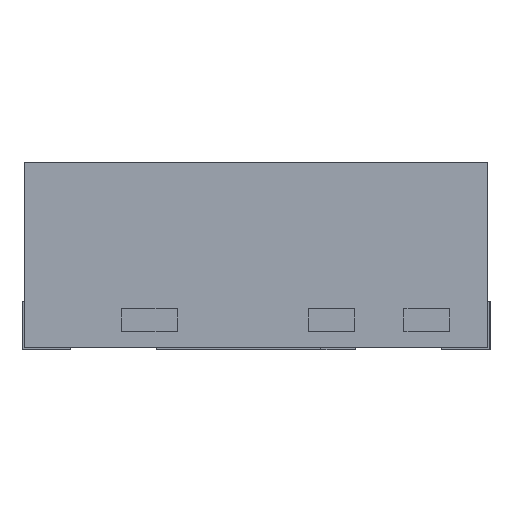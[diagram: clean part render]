
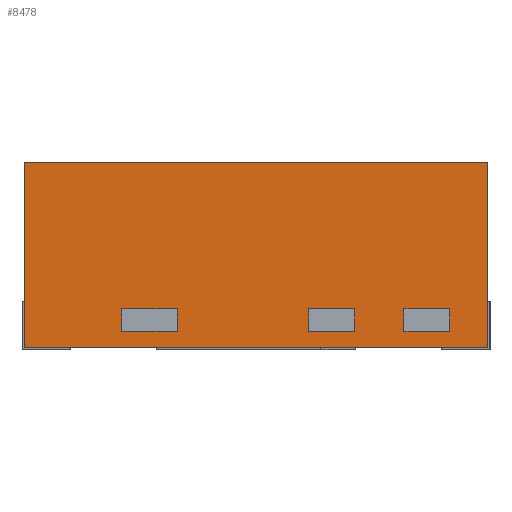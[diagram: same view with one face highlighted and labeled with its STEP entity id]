
A CAD part, left-side view. The second image highlights one B-rep face of the part: STEP entity #8478.
In plain terms, the highlighted planar face has unit normal (-1, 0, 0).
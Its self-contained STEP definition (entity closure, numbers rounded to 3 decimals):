
#96 = VECTOR ( 'NONE', #15026, 1000. ) ;
#184 = DIRECTION ( 'NONE',  ( 0., -1., 0. ) ) ;
#333 = VERTEX_POINT ( 'NONE', #1006 ) ;
#426 = EDGE_CURVE ( 'NONE', #17923, #6926, #4990, .T. ) ;
#615 = VECTOR ( 'NONE', #1891, 1000. ) ;
#896 = DIRECTION ( 'NONE',  ( 0., 0., -1. ) ) ;
#995 = VERTEX_POINT ( 'NONE', #7934 ) ;
#999 = LINE ( 'NONE', #3752, #16785 ) ;
#1006 = CARTESIAN_POINT ( 'NONE',  ( -1., 1., 0.8 ) ) ;
#1119 = DIRECTION ( 'NONE',  ( 0., -1., 0. ) ) ;
#1132 = VECTOR ( 'NONE', #16701, 1000. ) ;
#1146 = CARTESIAN_POINT ( 'NONE',  ( -1., -0.639, 0.167 ) ) ;
#1172 = DIRECTION ( 'NONE',  ( 0., 0., 1. ) ) ;
#1185 = CARTESIAN_POINT ( 'NONE',  ( -1., -0.427, 0.167 ) ) ;
#1299 = CARTESIAN_POINT ( 'NONE',  ( -1., 0.58, 0.167 ) ) ;
#1405 = EDGE_LOOP ( 'NONE', ( #5188, #8915, #8754, #17603 ) ) ;
#1456 = CARTESIAN_POINT ( 'NONE',  ( -1., 0.34, 0.167 ) ) ;
#1504 = ORIENTED_EDGE ( 'NONE', *, *, #9693, .F. ) ;
#1543 = LINE ( 'NONE', #10005, #16744 ) ;
#1844 = DIRECTION ( 'NONE',  ( 1., 0., 0. ) ) ;
#1891 = DIRECTION ( 'NONE',  ( 0., -1., 0. ) ) ;
#2094 = ORIENTED_EDGE ( 'NONE', *, *, #18217, .F. ) ;
#2288 = EDGE_LOOP ( 'NONE', ( #11269, #5482, #1504, #3225 ) ) ;
#2490 = VERTEX_POINT ( 'NONE', #6723 ) ;
#2554 = ORIENTED_EDGE ( 'NONE', *, *, #14473, .F. ) ;
#2806 = DIRECTION ( 'NONE',  ( 0., -1., 0. ) ) ;
#3022 = LINE ( 'NONE', #7082, #12702 ) ;
#3225 = ORIENTED_EDGE ( 'NONE', *, *, #9373, .T. ) ;
#3616 = AXIS2_PLACEMENT_3D ( 'NONE', #4324, #1844, #13091 ) ;
#3661 = EDGE_CURVE ( 'NONE', #9661, #17923, #9050, .T. ) ;
#3752 = CARTESIAN_POINT ( 'NONE',  ( -1., -1., 0.8 ) ) ;
#3994 = VECTOR ( 'NONE', #1172, 1000. ) ;
#4324 = CARTESIAN_POINT ( 'NONE',  ( -1., 1., 0.8 ) ) ;
#4363 = LINE ( 'NONE', #17047, #1132 ) ;
#4428 = LINE ( 'NONE', #11523, #16664 ) ;
#4591 = ORIENTED_EDGE ( 'NONE', *, *, #13351, .F. ) ;
#4678 = ORIENTED_EDGE ( 'NONE', *, *, #15771, .F. ) ;
#4777 = VECTOR ( 'NONE', #2806, 1000. ) ;
#4846 = ORIENTED_EDGE ( 'NONE', *, *, #7248, .F. ) ;
#4990 = LINE ( 'NONE', #10619, #17172 ) ;
#5188 = ORIENTED_EDGE ( 'NONE', *, *, #3661, .F. ) ;
#5200 = VECTOR ( 'NONE', #17742, 1000. ) ;
#5240 = DIRECTION ( 'NONE',  ( 0., 0., -1. ) ) ;
#5345 = VECTOR ( 'NONE', #6826, 1000. ) ;
#5391 = EDGE_CURVE ( 'NONE', #6317, #15124, #999, .T. ) ;
#5482 = ORIENTED_EDGE ( 'NONE', *, *, #5391, .F. ) ;
#5978 = FACE_BOUND ( 'NONE', #1405, .T. ) ;
#6303 = CARTESIAN_POINT ( 'NONE',  ( -1., -0.837, 0.167 ) ) ;
#6317 = VERTEX_POINT ( 'NONE', #7560 ) ;
#6723 = CARTESIAN_POINT ( 'NONE',  ( -1., -0.427, 0.071 ) ) ;
#6725 = EDGE_CURVE ( 'NONE', #9055, #9661, #11306, .T. ) ;
#6826 = DIRECTION ( 'NONE',  ( 0., 1., 0. ) ) ;
#6847 = LINE ( 'NONE', #7034, #4777 ) ;
#6926 = VERTEX_POINT ( 'NONE', #9427 ) ;
#7034 = CARTESIAN_POINT ( 'NONE',  ( -1., -0.227, 0.071 ) ) ;
#7082 = CARTESIAN_POINT ( 'NONE',  ( -1., 1., 0.8 ) ) ;
#7248 = EDGE_CURVE ( 'NONE', #11308, #7600, #9502, .T. ) ;
#7560 = CARTESIAN_POINT ( 'NONE',  ( -1., -1., 0.8 ) ) ;
#7600 = VERTEX_POINT ( 'NONE', #12628 ) ;
#7706 = ORIENTED_EDGE ( 'NONE', *, *, #7974, .F. ) ;
#7934 = CARTESIAN_POINT ( 'NONE',  ( -1., 1., 0. ) ) ;
#7974 = EDGE_CURVE ( 'NONE', #14106, #2490, #6847, .T. ) ;
#7989 = VERTEX_POINT ( 'NONE', #12487 ) ;
#8076 = EDGE_LOOP ( 'NONE', ( #2094, #4591, #7706, #13763 ) ) ;
#8267 = CARTESIAN_POINT ( 'NONE',  ( -1., 0.58, 0.167 ) ) ;
#8478 = ADVANCED_FACE ( 'NONE', ( #10221, #17099, #16842, #5978 ), #15464, .F. ) ;
#8754 = ORIENTED_EDGE ( 'NONE', *, *, #14353, .F. ) ;
#8785 = EDGE_LOOP ( 'NONE', ( #4846, #2554, #10220, #4678 ) ) ;
#8803 = CARTESIAN_POINT ( 'NONE',  ( -1., -0.639, 0.071 ) ) ;
#8915 = ORIENTED_EDGE ( 'NONE', *, *, #6725, .F. ) ;
#9050 = LINE ( 'NONE', #13295, #96 ) ;
#9055 = VERTEX_POINT ( 'NONE', #16104 ) ;
#9063 = VECTOR ( 'NONE', #10665, 1000. ) ;
#9373 = EDGE_CURVE ( 'NONE', #333, #995, #3022, .T. ) ;
#9427 = CARTESIAN_POINT ( 'NONE',  ( -1., -0.639, 0.071 ) ) ;
#9492 = CARTESIAN_POINT ( 'NONE',  ( -1., 0.58, 0.071 ) ) ;
#9502 = LINE ( 'NONE', #1299, #5345 ) ;
#9661 = VERTEX_POINT ( 'NONE', #6303 ) ;
#9693 = EDGE_CURVE ( 'NONE', #333, #6317, #13234, .T. ) ;
#10005 = CARTESIAN_POINT ( 'NONE',  ( -1., -0.227, 0.167 ) ) ;
#10220 = ORIENTED_EDGE ( 'NONE', *, *, #17347, .F. ) ;
#10221 = FACE_BOUND ( 'NONE', #8076, .T. ) ;
#10619 = CARTESIAN_POINT ( 'NONE',  ( -1., -0.639, 0.167 ) ) ;
#10665 = DIRECTION ( 'NONE',  ( 0., 0., 1. ) ) ;
#10682 = LINE ( 'NONE', #1185, #5200 ) ;
#10849 = CARTESIAN_POINT ( 'NONE',  ( -1., 0.34, 0.167 ) ) ;
#11050 = LINE ( 'NONE', #8267, #12912 ) ;
#11175 = VECTOR ( 'NONE', #1119, 1000. ) ;
#11269 = ORIENTED_EDGE ( 'NONE', *, *, #14091, .T. ) ;
#11294 = CARTESIAN_POINT ( 'NONE',  ( -1., 0.58, 0.071 ) ) ;
#11306 = LINE ( 'NONE', #12416, #3994 ) ;
#11308 = VERTEX_POINT ( 'NONE', #1456 ) ;
#11523 = CARTESIAN_POINT ( 'NONE',  ( -1., 1., 0. ) ) ;
#11943 = LINE ( 'NONE', #8803, #12311 ) ;
#12311 = VECTOR ( 'NONE', #17257, 1000. ) ;
#12416 = CARTESIAN_POINT ( 'NONE',  ( -1., -0.837, 0.167 ) ) ;
#12487 = CARTESIAN_POINT ( 'NONE',  ( -1., -0.427, 0.167 ) ) ;
#12628 = CARTESIAN_POINT ( 'NONE',  ( -1., 0.58, 0.167 ) ) ;
#12702 = VECTOR ( 'NONE', #12898, 1000. ) ;
#12791 = VERTEX_POINT ( 'NONE', #13460 ) ;
#12898 = DIRECTION ( 'NONE',  ( 0., 0., -1. ) ) ;
#12912 = VECTOR ( 'NONE', #896, 1000. ) ;
#13054 = DIRECTION ( 'NONE',  ( 0., 1., 0. ) ) ;
#13091 = DIRECTION ( 'NONE',  ( 0., 0., -1. ) ) ;
#13234 = LINE ( 'NONE', #14412, #615 ) ;
#13295 = CARTESIAN_POINT ( 'NONE',  ( -1., -0.639, 0.167 ) ) ;
#13351 = EDGE_CURVE ( 'NONE', #2490, #7989, #10682, .T. ) ;
#13460 = CARTESIAN_POINT ( 'NONE',  ( -1., 0.34, 0.071 ) ) ;
#13563 = DIRECTION ( 'NONE',  ( 0., 0., -1. ) ) ;
#13763 = ORIENTED_EDGE ( 'NONE', *, *, #14532, .F. ) ;
#14091 = EDGE_CURVE ( 'NONE', #995, #15124, #4428, .T. ) ;
#14106 = VERTEX_POINT ( 'NONE', #15648 ) ;
#14353 = EDGE_CURVE ( 'NONE', #6926, #9055, #11943, .T. ) ;
#14412 = CARTESIAN_POINT ( 'NONE',  ( -1., 1., 0.8 ) ) ;
#14473 = EDGE_CURVE ( 'NONE', #12791, #11308, #17721, .T. ) ;
#14532 = EDGE_CURVE ( 'NONE', #16414, #14106, #4363, .T. ) ;
#15026 = DIRECTION ( 'NONE',  ( 0., 1., 0. ) ) ;
#15124 = VERTEX_POINT ( 'NONE', #17582 ) ;
#15464 = PLANE ( 'NONE',  #3616 ) ;
#15648 = CARTESIAN_POINT ( 'NONE',  ( -1., -0.227, 0.071 ) ) ;
#15771 = EDGE_CURVE ( 'NONE', #7600, #16088, #11050, .T. ) ;
#16088 = VERTEX_POINT ( 'NONE', #11294 ) ;
#16104 = CARTESIAN_POINT ( 'NONE',  ( -1., -0.837, 0.071 ) ) ;
#16249 = CARTESIAN_POINT ( 'NONE',  ( -1., -0.227, 0.167 ) ) ;
#16366 = LINE ( 'NONE', #9492, #11175 ) ;
#16414 = VERTEX_POINT ( 'NONE', #16249 ) ;
#16664 = VECTOR ( 'NONE', #184, 1000. ) ;
#16701 = DIRECTION ( 'NONE',  ( 0., 0., -1. ) ) ;
#16744 = VECTOR ( 'NONE', #13054, 1000. ) ;
#16785 = VECTOR ( 'NONE', #5240, 1000. ) ;
#16842 = FACE_BOUND ( 'NONE', #8785, .T. ) ;
#17047 = CARTESIAN_POINT ( 'NONE',  ( -1., -0.227, 0.167 ) ) ;
#17099 = FACE_OUTER_BOUND ( 'NONE', #2288, .T. ) ;
#17172 = VECTOR ( 'NONE', #13563, 1000. ) ;
#17257 = DIRECTION ( 'NONE',  ( 0., -1., 0. ) ) ;
#17347 = EDGE_CURVE ( 'NONE', #16088, #12791, #16366, .T. ) ;
#17582 = CARTESIAN_POINT ( 'NONE',  ( -1., -1., 0. ) ) ;
#17603 = ORIENTED_EDGE ( 'NONE', *, *, #426, .F. ) ;
#17721 = LINE ( 'NONE', #10849, #9063 ) ;
#17742 = DIRECTION ( 'NONE',  ( 0., 0., 1. ) ) ;
#17923 = VERTEX_POINT ( 'NONE', #1146 ) ;
#18217 = EDGE_CURVE ( 'NONE', #7989, #16414, #1543, .T. ) ;
